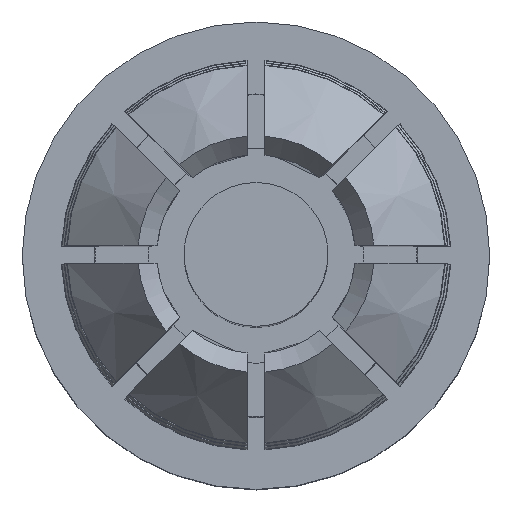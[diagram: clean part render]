
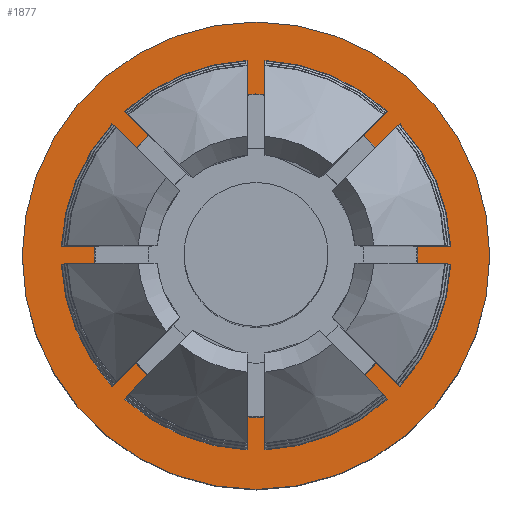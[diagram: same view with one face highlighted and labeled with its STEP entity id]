
A CAD part, top view. The second image highlights one B-rep face of the part: STEP entity #1877.
In plain terms, the highlighted planar face has unit normal (0, 0, 1).
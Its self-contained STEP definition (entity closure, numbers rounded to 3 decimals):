
#33 = CYLINDRICAL_SURFACE('',#34,6.5);
#34 = AXIS2_PLACEMENT_3D('',#35,#36,#37);
#35 = CARTESIAN_POINT('',(0.,0.,0.));
#36 = DIRECTION('',(0.,-0.,1.));
#37 = DIRECTION('',(1.,0.,0.));
#58 = VERTEX_POINT('',#59);
#59 = CARTESIAN_POINT('',(-6.5,0.,8.));
#73 = CYLINDRICAL_SURFACE('',#74,6.5);
#74 = AXIS2_PLACEMENT_3D('',#75,#76,#77);
#75 = CARTESIAN_POINT('',(0.,0.,0.));
#76 = DIRECTION('',(0.,-0.,1.));
#77 = DIRECTION('',(1.,0.,0.));
#85 = EDGE_CURVE('',#58,#86,#88,.T.);
#86 = VERTEX_POINT('',#87);
#87 = CARTESIAN_POINT('',(6.5,0.,8.));
#88 = SURFACE_CURVE('',#89,(#94,#101),.PCURVE_S1.);
#89 = CIRCLE('',#90,6.5);
#90 = AXIS2_PLACEMENT_3D('',#91,#92,#93);
#91 = CARTESIAN_POINT('',(0.,0.,8.));
#92 = DIRECTION('',(0.,0.,-1.));
#93 = DIRECTION('',(-1.,0.,0.));
#94 = PCURVE('',#33,#95);
#95 = DEFINITIONAL_REPRESENTATION('',(#96),#100);
#96 = LINE('',#97,#98);
#97 = CARTESIAN_POINT('',(3.142,8.));
#98 = VECTOR('',#99,1.);
#99 = DIRECTION('',(-1.,0.));
#100 = ( GEOMETRIC_REPRESENTATION_CONTEXT(2) 
PARAMETRIC_REPRESENTATION_CONTEXT() REPRESENTATION_CONTEXT('2D SPACE',''
  ) );
#101 = PCURVE('',#102,#107);
#102 = PLANE('',#103);
#103 = AXIS2_PLACEMENT_3D('',#104,#105,#106);
#104 = CARTESIAN_POINT('',(0.,0.,8.));
#105 = DIRECTION('',(0.,0.,-1.));
#106 = DIRECTION('',(-1.,0.,0.));
#107 = DEFINITIONAL_REPRESENTATION('',(#108),#112);
#108 = CIRCLE('',#109,6.5);
#109 = AXIS2_PLACEMENT_2D('',#110,#111);
#110 = CARTESIAN_POINT('',(0.,0.));
#111 = DIRECTION('',(1.,0.));
#112 = ( GEOMETRIC_REPRESENTATION_CONTEXT(2) 
PARAMETRIC_REPRESENTATION_CONTEXT() REPRESENTATION_CONTEXT('2D SPACE',''
  ) );
#1856 = EDGE_CURVE('',#86,#58,#1857,.T.);
#1857 = SURFACE_CURVE('',#1858,(#1863,#1870),.PCURVE_S1.);
#1858 = CIRCLE('',#1859,6.5);
#1859 = AXIS2_PLACEMENT_3D('',#1860,#1861,#1862);
#1860 = CARTESIAN_POINT('',(0.,0.,8.));
#1861 = DIRECTION('',(0.,0.,-1.));
#1862 = DIRECTION('',(-1.,0.,0.));
#1863 = PCURVE('',#73,#1864);
#1864 = DEFINITIONAL_REPRESENTATION('',(#1865),#1869);
#1865 = LINE('',#1866,#1867);
#1866 = CARTESIAN_POINT('',(9.425,8.));
#1867 = VECTOR('',#1868,1.);
#1868 = DIRECTION('',(-1.,0.));
#1869 = ( GEOMETRIC_REPRESENTATION_CONTEXT(2) 
PARAMETRIC_REPRESENTATION_CONTEXT() REPRESENTATION_CONTEXT('2D SPACE',''
  ) );
#1870 = PCURVE('',#102,#1871);
#1871 = DEFINITIONAL_REPRESENTATION('',(#1872),#1876);
#1872 = CIRCLE('',#1873,6.5);
#1873 = AXIS2_PLACEMENT_2D('',#1874,#1875);
#1874 = CARTESIAN_POINT('',(0.,0.));
#1875 = DIRECTION('',(1.,0.));
#1876 = ( GEOMETRIC_REPRESENTATION_CONTEXT(2) 
PARAMETRIC_REPRESENTATION_CONTEXT() REPRESENTATION_CONTEXT('2D SPACE',''
  ) );
#1877 = ADVANCED_FACE('',(#1878,#1946),#102,.F.);
#1878 = FACE_BOUND('',#1879,.T.);
#1879 = EDGE_LOOP('',(#1880,#1915));
#1880 = ORIENTED_EDGE('',*,*,#1881,.F.);
#1881 = EDGE_CURVE('',#1882,#1884,#1886,.T.);
#1882 = VERTEX_POINT('',#1883);
#1883 = CARTESIAN_POINT('',(-4.5,0.,8.));
#1884 = VERTEX_POINT('',#1885);
#1885 = CARTESIAN_POINT('',(4.5,0.,8.));
#1886 = SURFACE_CURVE('',#1887,(#1892,#1903),.PCURVE_S1.);
#1887 = CIRCLE('',#1888,4.5);
#1888 = AXIS2_PLACEMENT_3D('',#1889,#1890,#1891);
#1889 = CARTESIAN_POINT('',(0.,0.,8.));
#1890 = DIRECTION('',(0.,-0.,1.));
#1891 = DIRECTION('',(1.,0.,0.));
#1892 = PCURVE('',#102,#1893);
#1893 = DEFINITIONAL_REPRESENTATION('',(#1894),#1902);
#1894 = ( BOUNDED_CURVE() B_SPLINE_CURVE(2,(#1895,#1896,#1897,#1898,
#1899,#1900,#1901),.UNSPECIFIED.,.T.,.F.) B_SPLINE_CURVE_WITH_KNOTS((1,2
    ,2,2,2,1),(-2.094,0.,2.094,4.189,
6.283,8.378),.UNSPECIFIED.) CURVE() 
GEOMETRIC_REPRESENTATION_ITEM() RATIONAL_B_SPLINE_CURVE((1.,0.5,1.,0.5,
1.,0.5,1.)) REPRESENTATION_ITEM('') );
#1895 = CARTESIAN_POINT('',(-4.5,0.));
#1896 = CARTESIAN_POINT('',(-4.5,7.794));
#1897 = CARTESIAN_POINT('',(2.25,3.897));
#1898 = CARTESIAN_POINT('',(9.,0.));
#1899 = CARTESIAN_POINT('',(2.25,-3.897));
#1900 = CARTESIAN_POINT('',(-4.5,-7.794));
#1901 = CARTESIAN_POINT('',(-4.5,0.));
#1902 = ( GEOMETRIC_REPRESENTATION_CONTEXT(2) 
PARAMETRIC_REPRESENTATION_CONTEXT() REPRESENTATION_CONTEXT('2D SPACE',''
  ) );
#1903 = PCURVE('',#1904,#1909);
#1904 = CONICAL_SURFACE('',#1905,4.43,0.01);
#1905 = AXIS2_PLACEMENT_3D('',#1906,#1907,#1908);
#1906 = CARTESIAN_POINT('',(0.,0.,
    15.036));
#1907 = DIRECTION('',(0.,0.,-1.));
#1908 = DIRECTION('',(-1.,0.,0.));
#1909 = DEFINITIONAL_REPRESENTATION('',(#1910),#1914);
#1910 = LINE('',#1911,#1912);
#1911 = CARTESIAN_POINT('',(9.425,7.036));
#1912 = VECTOR('',#1913,1.);
#1913 = DIRECTION('',(-1.,0.));
#1914 = ( GEOMETRIC_REPRESENTATION_CONTEXT(2) 
PARAMETRIC_REPRESENTATION_CONTEXT() REPRESENTATION_CONTEXT('2D SPACE',''
  ) );
#1915 = ORIENTED_EDGE('',*,*,#1916,.F.);
#1916 = EDGE_CURVE('',#1884,#1882,#1917,.T.);
#1917 = SURFACE_CURVE('',#1918,(#1923,#1934),.PCURVE_S1.);
#1918 = CIRCLE('',#1919,4.5);
#1919 = AXIS2_PLACEMENT_3D('',#1920,#1921,#1922);
#1920 = CARTESIAN_POINT('',(0.,0.,8.));
#1921 = DIRECTION('',(0.,-0.,1.));
#1922 = DIRECTION('',(1.,0.,0.));
#1923 = PCURVE('',#102,#1924);
#1924 = DEFINITIONAL_REPRESENTATION('',(#1925),#1933);
#1925 = ( BOUNDED_CURVE() B_SPLINE_CURVE(2,(#1926,#1927,#1928,#1929,
#1930,#1931,#1932),.UNSPECIFIED.,.T.,.F.) B_SPLINE_CURVE_WITH_KNOTS((1,2
    ,2,2,2,1),(-2.094,0.,2.094,4.189,
6.283,8.378),.UNSPECIFIED.) CURVE() 
GEOMETRIC_REPRESENTATION_ITEM() RATIONAL_B_SPLINE_CURVE((1.,0.5,1.,0.5,
1.,0.5,1.)) REPRESENTATION_ITEM('') );
#1926 = CARTESIAN_POINT('',(-4.5,0.));
#1927 = CARTESIAN_POINT('',(-4.5,7.794));
#1928 = CARTESIAN_POINT('',(2.25,3.897));
#1929 = CARTESIAN_POINT('',(9.,0.));
#1930 = CARTESIAN_POINT('',(2.25,-3.897));
#1931 = CARTESIAN_POINT('',(-4.5,-7.794));
#1932 = CARTESIAN_POINT('',(-4.5,0.));
#1933 = ( GEOMETRIC_REPRESENTATION_CONTEXT(2) 
PARAMETRIC_REPRESENTATION_CONTEXT() REPRESENTATION_CONTEXT('2D SPACE',''
  ) );
#1934 = PCURVE('',#1935,#1940);
#1935 = CONICAL_SURFACE('',#1936,4.43,0.01);
#1936 = AXIS2_PLACEMENT_3D('',#1937,#1938,#1939);
#1937 = CARTESIAN_POINT('',(0.,0.,
    15.036));
#1938 = DIRECTION('',(0.,0.,-1.));
#1939 = DIRECTION('',(-1.,0.,0.));
#1940 = DEFINITIONAL_REPRESENTATION('',(#1941),#1945);
#1941 = LINE('',#1942,#1943);
#1942 = CARTESIAN_POINT('',(3.142,7.036));
#1943 = VECTOR('',#1944,1.);
#1944 = DIRECTION('',(-1.,0.));
#1945 = ( GEOMETRIC_REPRESENTATION_CONTEXT(2) 
PARAMETRIC_REPRESENTATION_CONTEXT() REPRESENTATION_CONTEXT('2D SPACE',''
  ) );
#1946 = FACE_BOUND('',#1947,.T.);
#1947 = EDGE_LOOP('',(#1948,#1949));
#1948 = ORIENTED_EDGE('',*,*,#1856,.F.);
#1949 = ORIENTED_EDGE('',*,*,#85,.F.);
